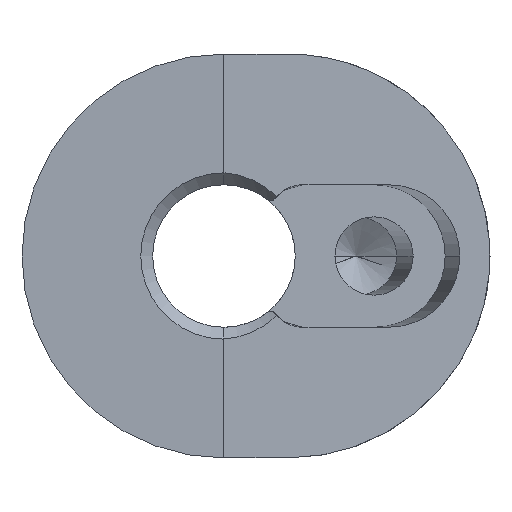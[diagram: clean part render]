
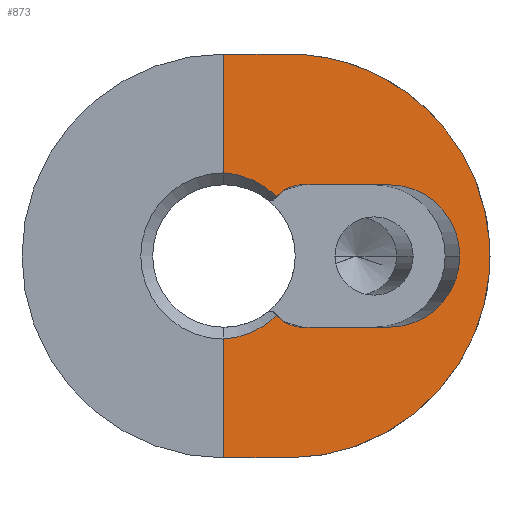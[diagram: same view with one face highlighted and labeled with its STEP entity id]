
A CAD part, left-side view. The second image highlights one B-rep face of the part: STEP entity #873.
In plain terms, the highlighted planar face has unit normal (-0.998, -0.07, 0).
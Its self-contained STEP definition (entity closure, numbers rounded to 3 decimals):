
#5 = EDGE_CURVE ( 'NONE', #722, #885, #1160, .T. ) ;
#18 = CARTESIAN_POINT ( 'NONE',  ( 0.233, -3.327, 3. ) ) ;
#28 = CARTESIAN_POINT ( 'NONE',  ( 0., 0., 3.5 ) ) ;
#45 = CARTESIAN_POINT ( 'NONE',  ( 0.485, -6.933, 0. ) ) ;
#68 = EDGE_CURVE ( 'NONE', #1282, #1664, #1746, .T. ) ;
#76 = FACE_OUTER_BOUND ( 'NONE', #1537, .T. ) ;
#116 = VERTEX_POINT ( 'NONE', #28 ) ;
#151 = CARTESIAN_POINT ( 'NONE',  ( 0.485, -6.933, 0. ) ) ;
#158 = EDGE_CURVE ( 'NONE', #116, #1540, #1215, .T. ) ;
#161 = DIRECTION ( 'NONE',  ( -0.998, -0.07, 0. ) ) ;
#167 = ORIENTED_EDGE ( 'NONE', *, *, #1541, .F. ) ;
#198 = CARTESIAN_POINT ( 'NONE',  ( 0., 0., 0. ) ) ;
#203 = DIRECTION ( 'NONE',  ( 0., 0., 1. ) ) ;
#213 = VERTEX_POINT ( 'NONE', #384 ) ;
#216 = DIRECTION ( 'NONE',  ( -0.998, -0.07, 0. ) ) ;
#223 = DIRECTION ( 'NONE',  ( 0., 0., 1. ) ) ;
#239 = CARTESIAN_POINT ( 'NONE',  ( 0., 0., 0. ) ) ;
#240 = DIRECTION ( 'NONE',  ( 0.07, -0.998, 0. ) ) ;
#255 = VECTOR ( 'NONE', #1501, 1000. ) ;
#266 = CARTESIAN_POINT ( 'NONE',  ( 0.113, -1.613, 3.095 ) ) ;
#272 = ORIENTED_EDGE ( 'NONE', *, *, #600, .F. ) ;
#298 = ORIENTED_EDGE ( 'NONE', *, *, #759, .F. ) ;
#322 = CARTESIAN_POINT ( 'NONE',  ( 0.112, -1.6, -8.5 ) ) ;
#333 = CARTESIAN_POINT ( 'NONE',  ( 0.155, -2.216, -2.506 ) ) ;
#340 = VERTEX_POINT ( 'NONE', #581 ) ;
#347 = VECTOR ( 'NONE', #203, 1000. ) ;
#357 = ORIENTED_EDGE ( 'NONE', *, *, #1111, .T. ) ;
#366 = VERTEX_POINT ( 'NONE', #1169 ) ;
#384 = CARTESIAN_POINT ( 'NONE',  ( 0., 0., -8.5 ) ) ;
#392 = CARTESIAN_POINT ( 'NONE',  ( 0.189, -2.7, 8.5 ) ) ;
#398 = DIRECTION ( 'NONE',  ( 0.07, -0.998, 0. ) ) ;
#404 = CARTESIAN_POINT ( 'NONE',  ( 0., 0., 8.5 ) ) ;
#408 = AXIS2_PLACEMENT_3D ( 'NONE', #45, #216, #240 ) ;
#426 = EDGE_CURVE ( 'NONE', #885, #340, #1609, .T. ) ;
#436 = ORIENTED_EDGE ( 'NONE', *, *, #643, .T. ) ;
#460 =( BOUNDED_CURVE ( )  B_SPLINE_CURVE ( 3, ( #1447, #689, #1594, #824 ),
 .UNSPECIFIED., .F., .F. ) 
 B_SPLINE_CURVE_WITH_KNOTS ( ( 4, 4 ),
 ( 1.641, 2.346 ),
 .UNSPECIFIED. ) 
 CURVE ( )  GEOMETRIC_REPRESENTATION_ITEM ( )  RATIONAL_B_SPLINE_CURVE ( ( 1., 0.959, 0.959, 1. ) ) 
 REPRESENTATION_ITEM ( '' )  );
#479 = CARTESIAN_POINT ( 'NONE',  ( 0.177, -2.529, -2.786 ) ) ;
#521 = VECTOR ( 'NONE', #223, 1000. ) ;
#538 = EDGE_CURVE ( 'NONE', #340, #1282, #762, .T. ) ;
#581 = CARTESIAN_POINT ( 'NONE',  ( 0.694, -9.926, 0. ) ) ;
#600 = EDGE_CURVE ( 'NONE', #213, #766, #1428, .T. ) ;
#610 = ORIENTED_EDGE ( 'NONE', *, *, #158, .F. ) ;
#615 = CARTESIAN_POINT ( 'NONE',  ( 0.218, -3.117, -3. ) ) ;
#643 = EDGE_CURVE ( 'NONE', #1435, #1540, #1348, .T. ) ;
#662 = ORIENTED_EDGE ( 'NONE', *, *, #538, .F. ) ;
#670 = DIRECTION ( 'NONE',  ( -0.07, 0.998, 0. ) ) ;
#689 = CARTESIAN_POINT ( 'NONE',  ( 0.059, -0.843, -3.441 ) ) ;
#696 = CARTESIAN_POINT ( 'NONE',  ( 0., 0., 0. ) ) ;
#703 = DIRECTION ( 'NONE',  ( -0.998, -0.07, 0. ) ) ;
#712 = CARTESIAN_POINT ( 'NONE',  ( 0.177, -2.528, 2.786 ) ) ;
#722 = VERTEX_POINT ( 'NONE', #1722 ) ;
#743 = DIRECTION ( 'NONE',  ( 0.07, -0.998, 0. ) ) ;
#745 = CARTESIAN_POINT ( 'NONE',  ( 0.189, -2.7, -8.5 ) ) ;
#746 = CARTESIAN_POINT ( 'NONE',  ( 0.276, -3.94, -3. ) ) ;
#759 = EDGE_CURVE ( 'NONE', #766, #848, #460, .T. ) ;
#762 = CIRCLE ( 'NONE', #952, 3. ) ;
#766 = VERTEX_POINT ( 'NONE', #1081 ) ;
#819 = VECTOR ( 'NONE', #1258, 1000. ) ;
#821 = CARTESIAN_POINT ( 'NONE',  ( 0., 0., 3.5 ) ) ;
#824 = CARTESIAN_POINT ( 'NONE',  ( 0.155, -2.216, -2.506 ) ) ;
#845 = CARTESIAN_POINT ( 'NONE',  ( 0.155, -2.216, 2.506 ) ) ;
#848 = VERTEX_POINT ( 'NONE', #960 ) ;
#873 = ADVANCED_FACE ( 'NONE', ( #76 ), #1461, .T. ) ;
#885 = VERTEX_POINT ( 'NONE', #1336 ) ;
#912 = EDGE_CURVE ( 'NONE', #1724, #1435, #1553, .T. ) ;
#930 = B_SPLINE_CURVE_WITH_KNOTS ( 'NONE', 3,
 ( #968, #1225, #1473, #712, #1625, #845 ),
 .UNSPECIFIED., .F., .F.,
 ( 4, 2, 4 ),
 ( 0., 0.001, 0.001 ),
 .UNSPECIFIED. ) ;
#937 = EDGE_CURVE ( 'NONE', #1664, #366, #930, .T. ) ;
#952 = AXIS2_PLACEMENT_3D ( 'NONE', #151, #161, #398 ) ;
#957 =( BOUNDED_CURVE ( )  B_SPLINE_CURVE ( 3, ( #1324, #266, #1592, #821 ),
 .UNSPECIFIED., .F., .F. ) 
 B_SPLINE_CURVE_WITH_KNOTS ( ( 4, 4 ),
 ( 3.937, 4.642 ),
 .UNSPECIFIED. ) 
 CURVE ( )  GEOMETRIC_REPRESENTATION_ITEM ( )  RATIONAL_B_SPLINE_CURVE ( ( 1., 0.959, 0.959, 1. ) ) 
 REPRESENTATION_ITEM ( '' )  );
#960 = CARTESIAN_POINT ( 'NONE',  ( 0.155, -2.216, -2.506 ) ) ;
#968 = CARTESIAN_POINT ( 'NONE',  ( 0.233, -3.327, 3. ) ) ;
#974 = CARTESIAN_POINT ( 'NONE',  ( 0.189, -2.7, 8.5 ) ) ;
#1081 = CARTESIAN_POINT ( 'NONE',  ( 0., 0., -3.5 ) ) ;
#1103 = ORIENTED_EDGE ( 'NONE', *, *, #68, .F. ) ;
#1111 = EDGE_CURVE ( 'NONE', #213, #1724, #1333, .T. ) ;
#1116 = CARTESIAN_POINT ( 'NONE',  ( 0.276, -3.94, 3. ) ) ;
#1160 = LINE ( 'NONE', #746, #819 ) ;
#1168 = EDGE_CURVE ( 'NONE', #848, #722, #1437, .T. ) ;
#1169 = CARTESIAN_POINT ( 'NONE',  ( 0.155, -2.216, 2.506 ) ) ;
#1215 = LINE ( 'NONE', #239, #521 ) ;
#1221 = ORIENTED_EDGE ( 'NONE', *, *, #937, .F. ) ;
#1225 = CARTESIAN_POINT ( 'NONE',  ( 0.218, -3.117, 3. ) ) ;
#1258 = DIRECTION ( 'NONE',  ( 0.07, -0.998, 0. ) ) ;
#1261 = CARTESIAN_POINT ( 'NONE',  ( 0.165, -2.356, -2.661 ) ) ;
#1282 = VERTEX_POINT ( 'NONE', #1394 ) ;
#1296 = VECTOR ( 'NONE', #743, 1000. ) ;
#1306 = ORIENTED_EDGE ( 'NONE', *, *, #912, .T. ) ;
#1324 = CARTESIAN_POINT ( 'NONE',  ( 0.155, -2.216, 2.506 ) ) ;
#1333 = LINE ( 'NONE', #322, #1296 ) ;
#1336 = CARTESIAN_POINT ( 'NONE',  ( 0.485, -6.933, -3. ) ) ;
#1348 = LINE ( 'NONE', #1531, #255 ) ;
#1363 = VECTOR ( 'NONE', #670, 1000. ) ;
#1370 = ORIENTED_EDGE ( 'NONE', *, *, #5, .F. ) ;
#1379 = CARTESIAN_POINT ( 'NONE',  ( 0.204, -2.911, -2.956 ) ) ;
#1394 = CARTESIAN_POINT ( 'NONE',  ( 0.485, -6.933, 3. ) ) ;
#1413 = ORIENTED_EDGE ( 'NONE', *, *, #1168, .F. ) ;
#1428 = LINE ( 'NONE', #198, #347 ) ;
#1435 = VERTEX_POINT ( 'NONE', #392 ) ;
#1437 = B_SPLINE_CURVE_WITH_KNOTS ( 'NONE', 3,
 ( #333, #1261, #479, #1379, #615, #1520 ),
 .UNSPECIFIED., .F., .F.,
 ( 4, 2, 4 ),
 ( 0., 0.001, 0.001 ),
 .UNSPECIFIED. ) ;
#1447 = CARTESIAN_POINT ( 'NONE',  ( 0., 0., -3.5 ) ) ;
#1461 = PLANE ( 'NONE',  #1534 ) ;
#1465 = CARTESIAN_POINT ( 'NONE',  ( 1.378, -19.7, 8.5 ) ) ;
#1473 = CARTESIAN_POINT ( 'NONE',  ( 0.203, -2.909, 2.956 ) ) ;
#1501 = DIRECTION ( 'NONE',  ( -0.07, 0.998, 0. ) ) ;
#1520 = CARTESIAN_POINT ( 'NONE',  ( 0.233, -3.327, -3. ) ) ;
#1531 = CARTESIAN_POINT ( 'NONE',  ( 0.112, -1.6, 8.5 ) ) ;
#1534 = AXIS2_PLACEMENT_3D ( 'NONE', #696, #703, #1611 ) ;
#1537 = EDGE_LOOP ( 'NONE', ( #1413, #298, #272, #357, #1306, #436, #610, #167, #1221, #1103, #662, #1660, #1370 ) ) ;
#1540 = VERTEX_POINT ( 'NONE', #404 ) ;
#1541 = EDGE_CURVE ( 'NONE', #366, #116, #957, .T. ) ;
#1553 =( BOUNDED_CURVE ( )  B_SPLINE_CURVE ( 3, ( #1761, #1618, #1465, #974 ),
 .UNSPECIFIED., .F., .F. ) 
 B_SPLINE_CURVE_WITH_KNOTS ( ( 4, 4 ),
 ( 1.571, 4.712 ),
 .UNSPECIFIED. ) 
 CURVE ( )  GEOMETRIC_REPRESENTATION_ITEM ( )  RATIONAL_B_SPLINE_CURVE ( ( 1., 0.333, 0.333, 1. ) ) 
 REPRESENTATION_ITEM ( '' )  );
#1592 = CARTESIAN_POINT ( 'NONE',  ( 0.059, -0.843, 3.441 ) ) ;
#1594 = CARTESIAN_POINT ( 'NONE',  ( 0.113, -1.613, -3.095 ) ) ;
#1609 = CIRCLE ( 'NONE', #408, 3. ) ;
#1611 = DIRECTION ( 'NONE',  ( 0.07, -0.998, 0. ) ) ;
#1618 = CARTESIAN_POINT ( 'NONE',  ( 1.378, -19.7, -8.5 ) ) ;
#1625 = CARTESIAN_POINT ( 'NONE',  ( 0.165, -2.355, 2.66 ) ) ;
#1660 = ORIENTED_EDGE ( 'NONE', *, *, #426, .F. ) ;
#1664 = VERTEX_POINT ( 'NONE', #18 ) ;
#1722 = CARTESIAN_POINT ( 'NONE',  ( 0.233, -3.327, -3. ) ) ;
#1724 = VERTEX_POINT ( 'NONE', #745 ) ;
#1746 = LINE ( 'NONE', #1116, #1363 ) ;
#1761 = CARTESIAN_POINT ( 'NONE',  ( 0.189, -2.7, -8.5 ) ) ;
